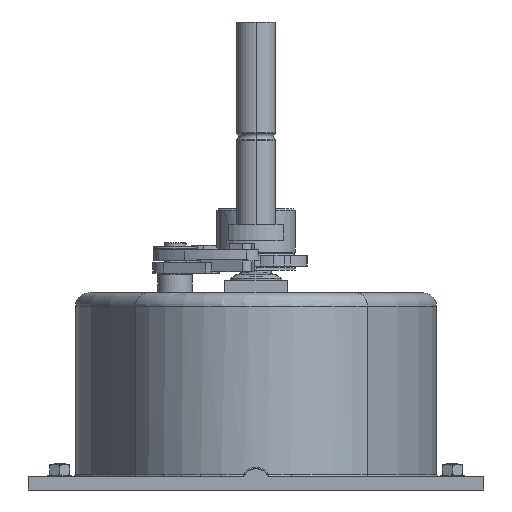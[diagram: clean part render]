
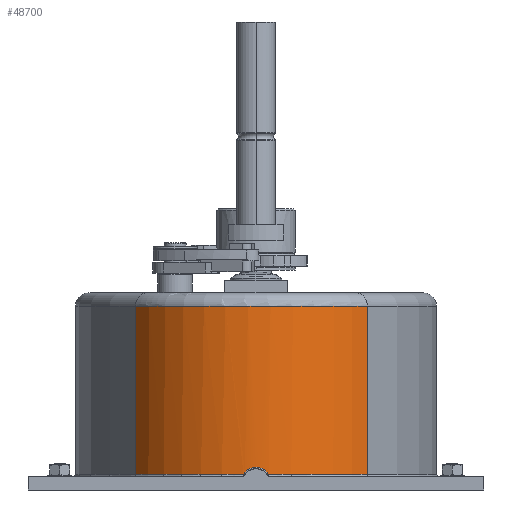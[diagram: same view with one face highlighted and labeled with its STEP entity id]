
A CAD part, front view. The second image highlights one B-rep face of the part: STEP entity #48700.
In plain terms, the highlighted cylindrical face has radius 90 mm (diameter 180 mm), a partial arc.
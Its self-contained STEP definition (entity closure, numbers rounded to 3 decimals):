
#47450=CARTESIAN_POINT('',(145.,92.5,0.));
#47460=DIRECTION('',(0.,0.,1.));
#47470=DIRECTION('',(1.,0.,0.));
#47480=AXIS2_PLACEMENT_3D('',#47450,#47460,#47470);
#47490=CYLINDRICAL_SURFACE('',#47480,90.);
#47500=CARTESIAN_POINT('',(145.,92.5,-8.5));
#47510=DIRECTION('',(0.,0.,1.));
#47520=DIRECTION('',(1.,0.,0.));
#47530=AXIS2_PLACEMENT_3D('',#47500,#47510,#47520);
#47540=CIRCLE('',#47530,90.);
#47550=CARTESIAN_POINT('',(68.307,45.403,-8.5));
#47560=VERTEX_POINT('',#47550);
#47570=CARTESIAN_POINT('',(215.829,36.973,-8.5));
#47580=VERTEX_POINT('',#47570);
#47590=EDGE_CURVE('',#47560,#47580,#47540,.T.);
#47600=ORIENTED_EDGE('',*,*,#47590,.F.);
#47610=CARTESIAN_POINT('',(215.829,36.973,0.));
#47620=DIRECTION('',(0.,0.,-1.));
#47630=VECTOR('',#47620,1.);
#47640=LINE('',#47610,#47630);
#47650=CARTESIAN_POINT('',(215.829,36.973,-115.5));
#47660=VERTEX_POINT('',#47650);
#47670=EDGE_CURVE('',#47580,#47660,#47640,.T.);
#47680=ORIENTED_EDGE('',*,*,#47670,.F.);
#47690=CARTESIAN_POINT('',(145.,92.5,-115.5));
#47700=DIRECTION('',(0.,0.,1.));
#47710=DIRECTION('',(1.,0.,0.));
#47720=AXIS2_PLACEMENT_3D('',#47690,#47700,#47710);
#47730=CIRCLE('',#47720,90.);
#47740=CARTESIAN_POINT('',(152.989,2.855,-115.5));
#47750=VERTEX_POINT('',#47740);
#47760=EDGE_CURVE('',#47750,#47660,#47730,.T.);
#47770=ORIENTED_EDGE('',*,*,#47760,.T.);
#47780=CARTESIAN_POINT('',(152.989,2.855,-115.5));
#47790=CARTESIAN_POINT('',(152.964,2.853,
-115.459));
#47800=CARTESIAN_POINT('',(152.939,2.851,
-115.419));
#47810=CARTESIAN_POINT('',(152.885,2.846,
-115.333));
#47820=CARTESIAN_POINT('',(152.856,2.844,
-115.288));
#47830=CARTESIAN_POINT('',(152.72,2.832,
-115.081));
#47840=CARTESIAN_POINT('',(152.608,2.822,
-114.922));
#47850=CARTESIAN_POINT('',(152.375,2.803,
-114.611));
#47860=CARTESIAN_POINT('',(152.254,2.793,
-114.46));
#47870=CARTESIAN_POINT('',(152.003,2.773,
-114.164));
#47880=CARTESIAN_POINT('',(151.873,2.763,
-114.02));
#47890=CARTESIAN_POINT('',(151.604,2.743,
-113.74));
#47900=CARTESIAN_POINT('',(151.466,2.732,
-113.605));
#47910=CARTESIAN_POINT('',(151.038,2.702,
-113.211));
#47920=CARTESIAN_POINT('',(150.737,2.682,
-112.966));
#47930=CARTESIAN_POINT('',(150.264,2.654,
-112.629));
#47940=CARTESIAN_POINT('',(150.103,2.645,
-112.521));
#47950=CARTESIAN_POINT('',(149.775,2.627,
-112.316));
#47960=CARTESIAN_POINT('',(149.608,2.618,
-112.219));
#47970=CARTESIAN_POINT('',(149.268,2.601,
-112.035));
#47980=CARTESIAN_POINT('',(149.096,2.593,
-111.948));
#47990=CARTESIAN_POINT('',(148.746,2.578,
-111.786));
#48000=CARTESIAN_POINT('',(148.569,2.571,
-111.71));
#48010=CARTESIAN_POINT('',(148.209,2.557,
-111.569));
#48020=CARTESIAN_POINT('',(148.028,2.551,
-111.505));
#48030=CARTESIAN_POINT('',(147.66,2.539,
-111.387));
#48040=CARTESIAN_POINT('',(147.475,2.534,
-111.333));
#48050=CARTESIAN_POINT('',(147.101,2.524,
-111.239));
#48060=CARTESIAN_POINT('',(146.913,2.52,
-111.197));
#48070=CARTESIAN_POINT('',(146.534,2.513,
-111.125));
#48080=CARTESIAN_POINT('',(146.344,2.51,
-111.096));
#48090=CARTESIAN_POINT('',(145.961,2.505,
-111.048));
#48100=CARTESIAN_POINT('',(145.769,2.503,
-111.03));
#48110=CARTESIAN_POINT('',(145.385,2.501,
-111.006));
#48120=CARTESIAN_POINT('',(145.192,2.5,
-111.));
#48130=CARTESIAN_POINT('',(144.807,2.5,
-111.));
#48140=CARTESIAN_POINT('',(144.614,2.501,
-111.006));
#48150=CARTESIAN_POINT('',(144.229,2.503,
-111.03));
#48160=CARTESIAN_POINT('',(144.037,2.505,
-111.048));
#48170=CARTESIAN_POINT('',(143.655,2.51,
-111.096));
#48180=CARTESIAN_POINT('',(143.464,2.513,
-111.126));
#48190=CARTESIAN_POINT('',(143.086,2.52,
-111.197));
#48200=CARTESIAN_POINT('',(142.897,2.524,
-111.239));
#48210=CARTESIAN_POINT('',(142.524,2.534,
-111.334));
#48220=CARTESIAN_POINT('',(142.338,2.539,
-111.387));
#48230=CARTESIAN_POINT('',(141.971,2.551,
-111.505));
#48240=CARTESIAN_POINT('',(141.789,2.557,
-111.57));
#48250=CARTESIAN_POINT('',(141.43,2.571,
-111.71));
#48260=CARTESIAN_POINT('',(141.253,2.578,
-111.786));
#48270=CARTESIAN_POINT('',(140.903,2.593,
-111.949));
#48280=CARTESIAN_POINT('',(140.73,2.601,
-112.035));
#48290=CARTESIAN_POINT('',(140.391,2.618,
-112.22));
#48300=CARTESIAN_POINT('',(140.223,2.627,
-112.317));
#48310=CARTESIAN_POINT('',(139.895,2.645,
-112.522));
#48320=CARTESIAN_POINT('',(139.734,2.654,
-112.63));
#48330=CARTESIAN_POINT('',(139.262,2.683,
-112.967));
#48340=CARTESIAN_POINT('',(138.961,2.702,
-113.212));
#48350=CARTESIAN_POINT('',(138.533,2.733,
-113.606));
#48360=CARTESIAN_POINT('',(138.394,2.743,
-113.741));
#48370=CARTESIAN_POINT('',(138.126,2.763,
-114.021));
#48380=CARTESIAN_POINT('',(137.996,2.773,
-114.165));
#48390=CARTESIAN_POINT('',(137.745,2.793,
-114.461));
#48400=CARTESIAN_POINT('',(137.624,2.803,
-114.613));
#48410=CARTESIAN_POINT('',(137.391,2.822,
-114.924));
#48420=CARTESIAN_POINT('',(137.279,2.832,
-115.083));
#48430=CARTESIAN_POINT('',(137.144,2.844,
-115.289));
#48440=CARTESIAN_POINT('',(137.115,2.846,
-115.334));
#48450=CARTESIAN_POINT('',(137.061,2.851,
-115.419));
#48460=CARTESIAN_POINT('',(137.036,2.853,
-115.459));
#48470=CARTESIAN_POINT('',(137.011,2.855,-115.5));
#48480=B_SPLINE_CURVE_WITH_KNOTS('',3,(#47780,#47790,#47800,#47810,
#47820,#47830,#47840,#47850,#47860,#47870,#47880,#47890,#47900,#47910,
#47920,#47930,#47940,#47950,#47960,#47970,#47980,#47990,#48000,#48010,
#48020,#48030,#48040,#48050,#48060,#48070,#48080,#48090,#48100,#48110,
#48120,#48130,#48140,#48150,#48160,#48170,#48180,#48190,#48200,#48210,
#48220,#48230,#48240,#48250,#48260,#48270,#48280,#48290,#48300,#48310,
#48320,#48330,#48340,#48350,#48360,#48370,#48380,#48390,#48400,#48410,
#48420,#48430,#48440,#48450,#48460,#48470),.UNSPECIFIED.,.F.,.F.,(4,2,2,
2,2,2,2,2,2,2,2,2,2,2,2,2,2,2,2,2,2,2,2,2,2,2,2,2,2,2,2,2,2,2,4),(0.,
0.136,0.288,0.842,1.396,
1.949,2.503,3.609,4.162,
4.714,5.266,5.817,6.368,
6.919,7.47,8.021,8.571,
9.122,9.673,10.224,10.774,
11.325,11.876,12.427,12.978,
13.53,14.082,14.635,15.741,
16.295,16.848,17.402,17.956,
18.107,18.243),.UNSPECIFIED.);
#48490=CARTESIAN_POINT('',(137.011,2.855,-115.5));
#48500=VERTEX_POINT('',#48490);
#48510=EDGE_CURVE('',#47750,#48500,#48480,.T.);
#48520=ORIENTED_EDGE('',*,*,#48510,.F.);
#48530=CARTESIAN_POINT('',(145.,92.5,-115.5));
#48540=DIRECTION('',(0.,0.,1.));
#48550=DIRECTION('',(1.,0.,0.));
#48560=AXIS2_PLACEMENT_3D('',#48530,#48540,#48550);
#48570=CIRCLE('',#48560,90.);
#48580=CARTESIAN_POINT('',(68.307,45.403,-115.5));
#48590=VERTEX_POINT('',#48580);
#48600=EDGE_CURVE('',#48590,#48500,#48570,.T.);
#48610=ORIENTED_EDGE('',*,*,#48600,.T.);
#48620=CARTESIAN_POINT('',(68.307,45.403,0.));
#48630=DIRECTION('',(0.,0.,-1.));
#48640=VECTOR('',#48630,1.);
#48650=LINE('',#48620,#48640);
#48660=EDGE_CURVE('',#47560,#48590,#48650,.T.);
#48670=ORIENTED_EDGE('',*,*,#48660,.T.);
#48680=EDGE_LOOP('',(#48670,#48610,#48520,#47770,#47680,#47600));
#48690=FACE_OUTER_BOUND('',#48680,.T.);
#48700=ADVANCED_FACE('',(#48690),#47490,.T.);
